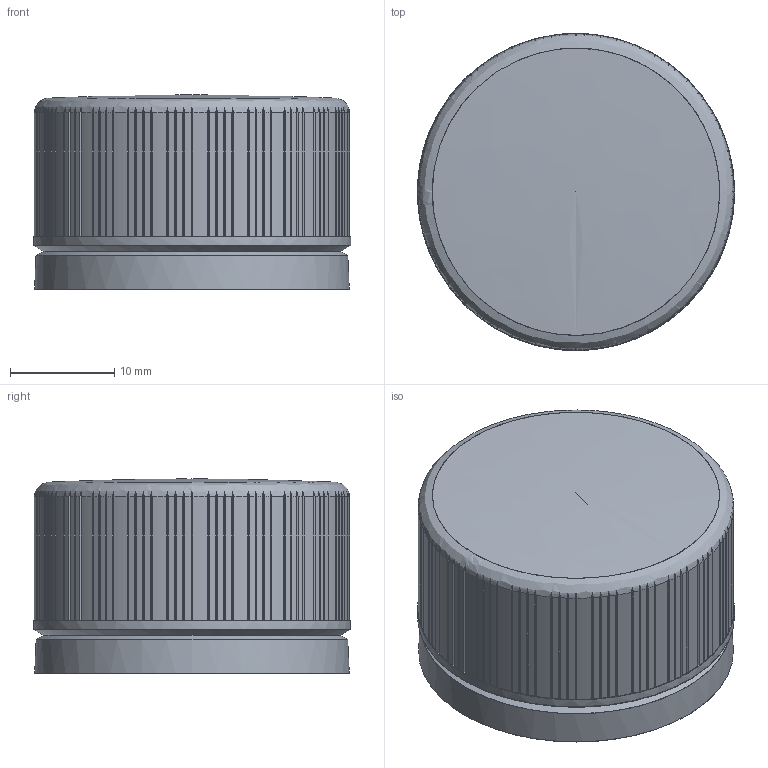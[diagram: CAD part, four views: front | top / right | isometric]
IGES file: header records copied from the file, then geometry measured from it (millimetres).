
Global section: file name: Rosca_28mm_cintillo.igs; native system: NX V7.5; preprocessor: SIEMENS PLM Software NX 7.5; date: 20101013.151957; units: millimetre
Bounding box: 30.43 x 30.43 x 18.62 mm (x, y, z)
Surface area: 5188.2 mm2 (no closed solid volume)
Topology: 0 solids, 0 shells, 335 faces, 2026 edges, 2005 vertices
Faces by surface type: bspline 335
